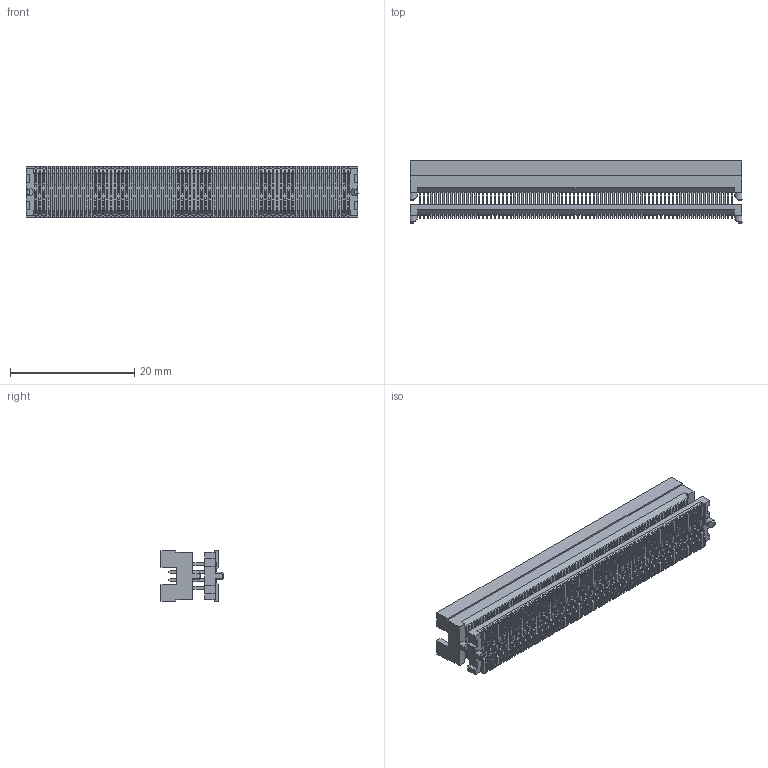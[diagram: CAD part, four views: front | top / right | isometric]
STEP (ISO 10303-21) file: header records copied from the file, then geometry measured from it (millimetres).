
FILE_DESCRIPTION((''),'2;1');
FILE_NAME('FBB12709_ASM','2026-03-16T16:59:55',('gongchengVV'),(''),'CREO PARAMETRIC BY PTC INC, 2020033','CREO PARAMETRIC BY PTC INC, 2020033','');
FILE_SCHEMA(('CONFIG_CONTROL_DESIGN'));
Products named in the file (1): FBB12709_ASM
Bounding box: 53.34 x 9.97 x 8.27 mm (x, y, z)
Volume: 1492.6 mm3; surface area: 5092.1 mm2
Topology: 1 solids, 1 shells, 5966 faces, 16799 edges, 11198 vertices
Faces by surface type: plane 5718, cylinder 244, cone 4
Entity records: 189711 total; most frequent: CARTESIAN_POINT 34085, ORIENTED_EDGE 33598, DIRECTION 29211, EDGE_CURVE 16799, VECTOR 16287, LINE 16287, VERTEX_POINT 11198, EDGE_LOOP 6647
